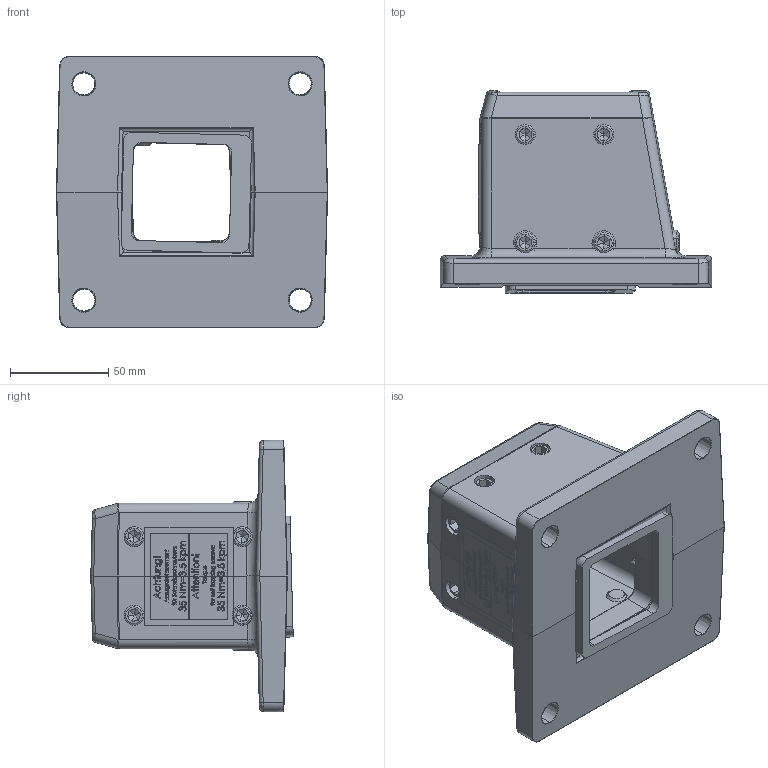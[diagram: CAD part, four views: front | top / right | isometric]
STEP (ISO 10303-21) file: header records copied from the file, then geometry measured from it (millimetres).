
FILE_DESCRIPTION (( 'STEP AP214' ), '1' );
FILE_NAME ('49617400.STEP', '2022-05-04T07:42:52', ( '' ), ( '' ), 'SwSTEP 2.0', 'SolidWorks 2020', '' );
FILE_SCHEMA (( 'AUTOMOTIVE_DESIGN' ));
Length unit declared in the file: millimetre
Products named in the file (8): 96175; 12648_Bearbeitung; 93232; 49617400; 92261; 82115; 92082; 93231
Assembly tree (17 placements, depth 2):
  96175
  49617400
    12648_Bearbeitung
    82115
    93232  x12
    93231  x2
    92261
  92082
Bounding box: 138 x 102.96 x 138 mm (x, y, z)
Volume: 520082 mm3; surface area: 110698.3 mm2
Topology: 17 solids, 17 shells, 2068 faces, 5364 edges, 3463 vertices
Faces by surface type: plane 1047, bspline 780, cylinder 173, cone 66, torus 2
Entity records: 93492 total; most frequent: CARTESIAN_POINT 51873, ORIENTED_EDGE 9812, DIRECTION 5535, EDGE_CURVE 4906, VERTEX_POINT 3211, LINE 3009, VECTOR 3009, EDGE_LOOP 1991
